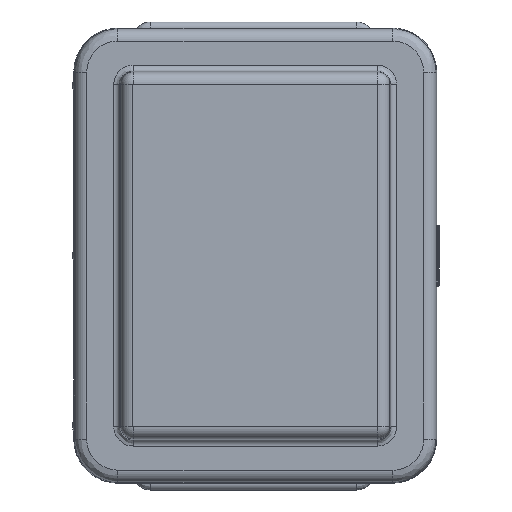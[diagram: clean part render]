
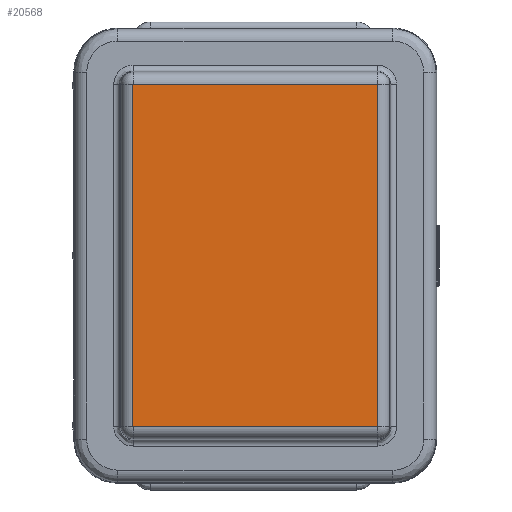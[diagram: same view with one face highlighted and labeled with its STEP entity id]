
A CAD part, top view. The second image highlights one B-rep face of the part: STEP entity #20568.
In plain terms, the highlighted planar face has unit normal (0, 0, 1).
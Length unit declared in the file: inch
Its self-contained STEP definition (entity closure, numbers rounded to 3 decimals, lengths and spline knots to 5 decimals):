
#1056 = CARTESIAN_POINT ( 'NONE',  ( 2.54532, 3.5222, 1.71475 ) ) ;
#1128 = ORIENTED_EDGE ( 'NONE', *, *, #4069, .T. ) ;
#1541 = DIRECTION ( 'NONE',  ( 0., -1., 0. ) ) ;
#2392 = EDGE_CURVE ( 'NONE', #16071, #26944, #31524, .T. ) ;
#2431 = CARTESIAN_POINT ( 'NONE',  ( -2.47559, 3.52177, 1.71475 ) ) ;
#3248 = CARTESIAN_POINT ( 'NONE',  ( 2.54965, -3.51907, 1.71475 ) ) ;
#3262 = EDGE_CURVE ( 'NONE', #37746, #26944, #29556, .T. ) ;
#3954 = CARTESIAN_POINT ( 'NONE',  ( 2.54965, 3.51906, 1.71475 ) ) ;
#4069 = EDGE_CURVE ( 'NONE', #39067, #17970, #21975, .T. ) ;
#4759 = CARTESIAN_POINT ( 'NONE',  ( 2.54532, 3.5222, 1.71475 ) ) ;
#5786 = CARTESIAN_POINT ( 'NONE',  ( 2.54651, -3.5222, 1.71475 ) ) ;
#5873 = ORIENTED_EDGE ( 'NONE', *, *, #2392, .T. ) ;
#6951 = CARTESIAN_POINT ( 'NONE',  ( 2.54965, -3.51787, 1.71475 ) ) ;
#7391 = ORIENTED_EDGE ( 'NONE', *, *, #31760, .T. ) ;
#7657 = DIRECTION ( 'NONE',  ( -1., 0., 0. ) ) ;
#7717 = ORIENTED_EDGE ( 'NONE', *, *, #35861, .F. ) ;
#8693 = CARTESIAN_POINT ( 'NONE',  ( -2.47728, 3.52009, 1.71475 ) ) ;
#8960 = CARTESIAN_POINT ( 'NONE',  ( -2.47457, 3.5222, 1.71475 ) ) ;
#9295 = B_SPLINE_CURVE_WITH_KNOTS ( 'NONE', 3,
 ( #34742, #3954, #13037, #19435, #25320, #4759 ),
 .UNSPECIFIED., .F., .F.,
 ( 4, 2, 4 ),
 ( 0., 0.5, 1. ),
 .UNSPECIFIED. ) ;
#9592 = LINE ( 'NONE', #25942, #39265 ) ;
#9711 = VECTOR ( 'NONE', #37059, 39.37008 ) ;
#9814 = LINE ( 'NONE', #20293, #31837 ) ;
#10390 = DIRECTION ( 'NONE',  ( 1., 0., 0. ) ) ;
#10719 = FACE_OUTER_BOUND ( 'NONE', #28451, .T. ) ;
#11057 = B_SPLINE_CURVE_WITH_KNOTS ( 'NONE', 3,
 ( #36454, #17815, #33490, #14745, #24383, #11957 ),
 .UNSPECIFIED., .F., .F.,
 ( 4, 2, 4 ),
 ( 0., 0.5, 1. ),
 .UNSPECIFIED. ) ;
#11494 = CARTESIAN_POINT ( 'NONE',  ( -2.47771, 3.51787, 1.71475 ) ) ;
#11957 = CARTESIAN_POINT ( 'NONE',  ( -2.47338, -3.5222, 1.71475 ) ) ;
#12981 = CARTESIAN_POINT ( 'NONE',  ( 2.54965, -3.51787, 1.71475 ) ) ;
#13037 = CARTESIAN_POINT ( 'NONE',  ( 2.54922, 3.52008, 1.71475 ) ) ;
#14745 = CARTESIAN_POINT ( 'NONE',  ( -2.4756, -3.52177, 1.71475 ) ) ;
#14838 = ORIENTED_EDGE ( 'NONE', *, *, #16752, .F. ) ;
#15445 = LINE ( 'NONE', #36946, #9711 ) ;
#16071 = VERTEX_POINT ( 'NONE', #23420 ) ;
#16752 = EDGE_CURVE ( 'NONE', #39067, #31757, #9814, .T. ) ;
#16909 = VERTEX_POINT ( 'NONE', #21873 ) ;
#16911 = CARTESIAN_POINT ( 'NONE',  ( 0.03597, 0., 1.71475 ) ) ;
#17291 = EDGE_CURVE ( 'NONE', #16909, #27718, #11057, .T. ) ;
#17375 = CARTESIAN_POINT ( 'NONE',  ( 2.54965, 3.51787, 1.71475 ) ) ;
#17498 = CARTESIAN_POINT ( 'NONE',  ( -2.47771, 3.51907, 1.71475 ) ) ;
#17815 = CARTESIAN_POINT ( 'NONE',  ( -2.47771, -3.51906, 1.71475 ) ) ;
#17970 = VERTEX_POINT ( 'NONE', #24712 ) ;
#18003 = CARTESIAN_POINT ( 'NONE',  ( -2.47338, 3.5222, 1.71475 ) ) ;
#19435 = CARTESIAN_POINT ( 'NONE',  ( 2.54754, 3.52177, 1.71475 ) ) ;
#20293 = CARTESIAN_POINT ( 'NONE',  ( -1.2187, 3.5222, 1.71475 ) ) ;
#20568 = ADVANCED_FACE ( 'NONE', ( #10719 ), #35290, .T. ) ;
#21355 = CARTESIAN_POINT ( 'NONE',  ( 2.54753, -3.52177, 1.71475 ) ) ;
#21778 = ORIENTED_EDGE ( 'NONE', *, *, #17291, .T. ) ;
#21873 = CARTESIAN_POINT ( 'NONE',  ( -2.47771, -3.51787, 1.71475 ) ) ;
#21975 = B_SPLINE_CURVE_WITH_KNOTS ( 'NONE', 3,
 ( #18003, #8960, #2431, #8693, #17498, #11494 ),
 .UNSPECIFIED., .F., .F.,
 ( 4, 2, 4 ),
 ( 0., 0.5, 1. ),
 .UNSPECIFIED. ) ;
#22643 = DIRECTION ( 'NONE',  ( 0., 0., 1. ) ) ;
#22760 = CARTESIAN_POINT ( 'NONE',  ( 2.54965, 1.75894, 1.71475 ) ) ;
#23420 = CARTESIAN_POINT ( 'NONE',  ( 2.54532, -3.5222, 1.71475 ) ) ;
#24079 = CARTESIAN_POINT ( 'NONE',  ( 2.54532, -3.5222, 1.71475 ) ) ;
#24383 = CARTESIAN_POINT ( 'NONE',  ( -2.47458, -3.5222, 1.71475 ) ) ;
#24712 = CARTESIAN_POINT ( 'NONE',  ( -2.47771, 3.51787, 1.71475 ) ) ;
#25320 = CARTESIAN_POINT ( 'NONE',  ( 2.54652, 3.5222, 1.71475 ) ) ;
#25942 = CARTESIAN_POINT ( 'NONE',  ( 1.29065, -3.5222, 1.71475 ) ) ;
#26157 = ORIENTED_EDGE ( 'NONE', *, *, #35276, .F. ) ;
#26944 = VERTEX_POINT ( 'NONE', #6951 ) ;
#27173 = CARTESIAN_POINT ( 'NONE',  ( 2.54922, -3.52009, 1.71475 ) ) ;
#27718 = VERTEX_POINT ( 'NONE', #32682 ) ;
#28451 = EDGE_LOOP ( 'NONE', ( #21778, #7717, #5873, #31605, #7391, #14838, #1128, #26157 ) ) ;
#28612 = AXIS2_PLACEMENT_3D ( 'NONE', #16911, #22643, #10390 ) ;
#29556 = LINE ( 'NONE', #22760, #35356 ) ;
#29695 = DIRECTION ( 'NONE',  ( 1., 0., 0. ) ) ;
#31524 = B_SPLINE_CURVE_WITH_KNOTS ( 'NONE', 3,
 ( #24079, #5786, #21355, #27173, #3248, #12981 ),
 .UNSPECIFIED., .F., .F.,
 ( 4, 2, 4 ),
 ( 0., 0.5, 1. ),
 .UNSPECIFIED. ) ;
#31605 = ORIENTED_EDGE ( 'NONE', *, *, #3262, .F. ) ;
#31757 = VERTEX_POINT ( 'NONE', #1056 ) ;
#31760 = EDGE_CURVE ( 'NONE', #37746, #31757, #9295, .T. ) ;
#31837 = VECTOR ( 'NONE', #29695, 39.37008 ) ;
#32682 = CARTESIAN_POINT ( 'NONE',  ( -2.47338, -3.5222, 1.71475 ) ) ;
#33490 = CARTESIAN_POINT ( 'NONE',  ( -2.47727, -3.52008, 1.71475 ) ) ;
#34742 = CARTESIAN_POINT ( 'NONE',  ( 2.54965, 3.51787, 1.71475 ) ) ;
#35276 = EDGE_CURVE ( 'NONE', #16909, #17970, #15445, .T. ) ;
#35290 = PLANE ( 'NONE',  #28612 ) ;
#35356 = VECTOR ( 'NONE', #1541, 39.37008 ) ;
#35861 = EDGE_CURVE ( 'NONE', #16071, #27718, #9592, .T. ) ;
#36454 = CARTESIAN_POINT ( 'NONE',  ( -2.47771, -3.51787, 1.71475 ) ) ;
#36869 = CARTESIAN_POINT ( 'NONE',  ( -2.47338, 3.5222, 1.71475 ) ) ;
#36946 = CARTESIAN_POINT ( 'NONE',  ( -2.47771, -1.75893, 1.71475 ) ) ;
#37059 = DIRECTION ( 'NONE',  ( 0., 1., 0. ) ) ;
#37746 = VERTEX_POINT ( 'NONE', #17375 ) ;
#39067 = VERTEX_POINT ( 'NONE', #36869 ) ;
#39265 = VECTOR ( 'NONE', #7657, 39.37008 ) ;
